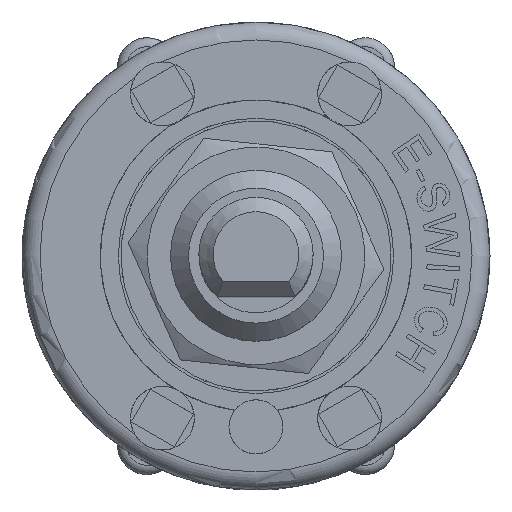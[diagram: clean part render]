
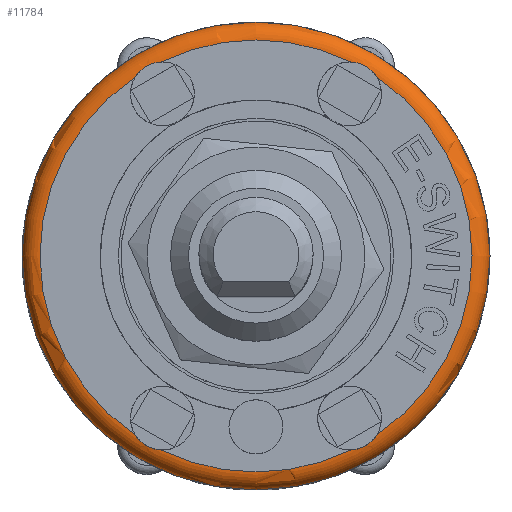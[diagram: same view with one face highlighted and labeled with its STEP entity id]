
A CAD part, top view. The second image highlights one B-rep face of the part: STEP entity #11784.
In plain terms, the highlighted toroidal (fillet/blend) face has major radius 12 mm and minor radius 1 mm.
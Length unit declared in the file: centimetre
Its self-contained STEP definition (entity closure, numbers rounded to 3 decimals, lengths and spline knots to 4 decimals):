
#320=B_SPLINE_CURVE_WITH_KNOTS('',3,(#16235,#16236,#16237,#16238,#16239,
#16240,#16241,#16242,#16243,#16244,#16245,#16246),.UNSPECIFIED.,.F.,.F.,
(4,2,2,2,2,4),(-0.2692,-0.2446,-0.216,
-0.1921,-0.1645,-0.1357),.UNSPECIFIED.);
#321=B_SPLINE_CURVE_WITH_KNOTS('',3,(#16247,#16248,#16249,#16250,#16251,
#16252,#16253,#16254,#16255,#16256,#16257,#16258),.UNSPECIFIED.,.F.,.F.,
(4,2,2,2,2,4),(-0.2692,-0.2446,-0.216,
-0.1921,-0.1645,-0.1357),.UNSPECIFIED.);
#322=B_SPLINE_CURVE_WITH_KNOTS('',3,(#16259,#16260,#16261,#16262,#16263,
#16264,#16265,#16266,#16267,#16268,#16269,#16270),.UNSPECIFIED.,.F.,.F.,
(4,2,2,2,2,4),(-0.2692,-0.2446,-0.216,
-0.1921,-0.1645,-0.1357),.UNSPECIFIED.);
#323=B_SPLINE_CURVE_WITH_KNOTS('',3,(#16271,#16272,#16273,#16274,#16275,
#16276,#16277,#16278,#16279,#16280,#16281,#16282),.UNSPECIFIED.,.F.,.F.,
(4,2,2,2,2,4),(-0.2692,-0.2446,-0.216,
-0.1921,-0.1645,-0.1357),.UNSPECIFIED.);
#647=TOROIDAL_SURFACE('',#12511,1.2,0.1);
#740=FACE_OUTER_BOUND('',#1410,.T.);
#1410=EDGE_LOOP('',(#8072,#8073,#8074,#8075,#8076,#8077,#8078,#8079,#8080,
#8081,#8082,#8083));
#4717=CIRCLE('',#12494,1.2);
#4719=CIRCLE('',#12497,1.2);
#4723=CIRCLE('',#12502,1.2);
#4727=CIRCLE('',#12507,1.2);
#4728=CIRCLE('',#12508,1.2);
#4731=CIRCLE('',#12512,1.3);
#4732=CIRCLE('',#12513,0.1);
#4945=VERTEX_POINT('',#15941);
#4947=VERTEX_POINT('',#15945);
#4948=VERTEX_POINT('',#15949);
#4949=VERTEX_POINT('',#15951);
#4951=VERTEX_POINT('',#15957);
#4952=VERTEX_POINT('',#15959);
#4954=VERTEX_POINT('',#15965);
#4955=VERTEX_POINT('',#15967);
#4956=VERTEX_POINT('',#15969);
#5043=VERTEX_POINT('',#16232);
#6128=EDGE_CURVE('',#4945,#4947,#4717,.T.);
#6130=EDGE_CURVE('',#4949,#4948,#4719,.T.);
#6134=EDGE_CURVE('',#4952,#4951,#4723,.T.);
#6138=EDGE_CURVE('',#4955,#4954,#4727,.T.);
#6139=EDGE_CURVE('',#4956,#4955,#4728,.T.);
#6227=EDGE_CURVE('',#5043,#5043,#4731,.T.);
#6228=EDGE_CURVE('',#5043,#4955,#4732,.T.);
#6229=EDGE_CURVE('',#4954,#4952,#320,.T.);
#6230=EDGE_CURVE('',#4951,#4949,#321,.T.);
#6231=EDGE_CURVE('',#4948,#4945,#322,.T.);
#6232=EDGE_CURVE('',#4947,#4956,#323,.T.);
#8072=ORIENTED_EDGE('',*,*,#6227,.T.);
#8073=ORIENTED_EDGE('',*,*,#6228,.T.);
#8074=ORIENTED_EDGE('',*,*,#6138,.T.);
#8075=ORIENTED_EDGE('',*,*,#6229,.T.);
#8076=ORIENTED_EDGE('',*,*,#6134,.T.);
#8077=ORIENTED_EDGE('',*,*,#6230,.T.);
#8078=ORIENTED_EDGE('',*,*,#6130,.T.);
#8079=ORIENTED_EDGE('',*,*,#6231,.T.);
#8080=ORIENTED_EDGE('',*,*,#6128,.T.);
#8081=ORIENTED_EDGE('',*,*,#6232,.T.);
#8082=ORIENTED_EDGE('',*,*,#6139,.T.);
#8083=ORIENTED_EDGE('',*,*,#6228,.F.);
#11784=ADVANCED_FACE('',(#740),#647,.T.);
#12494=AXIS2_PLACEMENT_3D('',#15947,#13332,#13333);
#12497=AXIS2_PLACEMENT_3D('',#15952,#13338,#13339);
#12502=AXIS2_PLACEMENT_3D('',#15960,#13348,#13349);
#12507=AXIS2_PLACEMENT_3D('',#15968,#13358,#13359);
#12508=AXIS2_PLACEMENT_3D('',#15970,#13360,#13361);
#12511=AXIS2_PLACEMENT_3D('',#16231,#13423,#13424);
#12512=AXIS2_PLACEMENT_3D('',#16233,#13425,#13426);
#12513=AXIS2_PLACEMENT_3D('',#16234,#13427,#13428);
#13332=DIRECTION('center_axis',(0.,0.,-1.));
#13333=DIRECTION('ref_axis',(-1.,0.,0.));
#13338=DIRECTION('center_axis',(0.,0.,-1.));
#13339=DIRECTION('ref_axis',(-1.,0.,0.));
#13348=DIRECTION('center_axis',(0.,0.,-1.));
#13349=DIRECTION('ref_axis',(-1.,0.,0.));
#13358=DIRECTION('center_axis',(0.,0.,-1.));
#13359=DIRECTION('ref_axis',(-1.,0.,0.));
#13360=DIRECTION('center_axis',(0.,0.,-1.));
#13361=DIRECTION('ref_axis',(-1.,0.,0.));
#13423=DIRECTION('center_axis',(0.,0.,-1.));
#13424=DIRECTION('ref_axis',(-1.,0.,0.));
#13425=DIRECTION('center_axis',(0.,0.,1.));
#13426=DIRECTION('ref_axis',(-1.,0.,0.));
#13427=DIRECTION('center_axis',(0.,-1.,0.));
#13428=DIRECTION('ref_axis',(1.,0.,0.));
#15941=CARTESIAN_POINT('',(-0.5271,1.078,1.05));
#15945=CARTESIAN_POINT('',(0.5271,1.078,1.05));
#15947=CARTESIAN_POINT('Origin',(0.,0.,1.05));
#15949=CARTESIAN_POINT('',(-0.67,0.9955,1.05));
#15951=CARTESIAN_POINT('',(-0.67,-0.9955,1.05));
#15952=CARTESIAN_POINT('Origin',(0.,0.,1.05));
#15957=CARTESIAN_POINT('',(-0.5271,-1.078,1.05));
#15959=CARTESIAN_POINT('',(0.5271,-1.078,1.05));
#15960=CARTESIAN_POINT('Origin',(0.,0.,1.05));
#15965=CARTESIAN_POINT('',(0.67,-0.9955,1.05));
#15967=CARTESIAN_POINT('',(1.2,0.,1.05));
#15968=CARTESIAN_POINT('Origin',(0.,0.,1.05));
#15969=CARTESIAN_POINT('',(0.67,0.9955,1.05));
#15970=CARTESIAN_POINT('Origin',(0.,0.,1.05));
#16231=CARTESIAN_POINT('Origin',(0.,0.,0.95));
#16232=CARTESIAN_POINT('',(1.3,0.,0.95));
#16233=CARTESIAN_POINT('Origin',(0.,0.,0.95));
#16234=CARTESIAN_POINT('Origin',(1.2,0.,0.95));
#16235=CARTESIAN_POINT('Ctrl Pts',(0.67,-0.9955,
1.05));
#16236=CARTESIAN_POINT('Ctrl Pts',(0.6646,-1.0041,
1.05));
#16237=CARTESIAN_POINT('Ctrl Pts',(0.6583,-1.0124,
1.0498));
#16238=CARTESIAN_POINT('Ctrl Pts',(0.6428,-1.0294,
1.0491));
#16239=CARTESIAN_POINT('Ctrl Pts',(0.6335,-1.0377,
1.0488));
#16240=CARTESIAN_POINT('Ctrl Pts',(0.615,-1.051,
1.0484));
#16241=CARTESIAN_POINT('Ctrl Pts',(0.6061,-1.0563,
1.0484));
#16242=CARTESIAN_POINT('Ctrl Pts',(0.5859,-1.0659,1.0487));
#16243=CARTESIAN_POINT('Ctrl Pts',(0.5747,-1.07,1.049));
#16244=CARTESIAN_POINT('Ctrl Pts',(0.551,-1.0759,
1.0497));
#16245=CARTESIAN_POINT('Ctrl Pts',(0.539,-1.0775,
1.05));
#16246=CARTESIAN_POINT('Ctrl Pts',(0.5271,-1.078,
1.05));
#16247=CARTESIAN_POINT('Ctrl Pts',(-0.5271,-1.078,
1.05));
#16248=CARTESIAN_POINT('Ctrl Pts',(-0.5373,-1.0776,
1.05));
#16249=CARTESIAN_POINT('Ctrl Pts',(-0.5476,-1.0763,
1.0498));
#16250=CARTESIAN_POINT('Ctrl Pts',(-0.5701,-1.0714,1.0491));
#16251=CARTESIAN_POINT('Ctrl Pts',(-0.5819,-1.0675,
1.0488));
#16252=CARTESIAN_POINT('Ctrl Pts',(-0.6027,-1.0581,
1.0484));
#16253=CARTESIAN_POINT('Ctrl Pts',(-0.6117,-1.053,
1.0484));
#16254=CARTESIAN_POINT('Ctrl Pts',(-0.6301,-1.0404,
1.0487));
#16255=CARTESIAN_POINT('Ctrl Pts',(-0.6393,-1.0327,
1.049));
#16256=CARTESIAN_POINT('Ctrl Pts',(-0.6562,-1.0151,
1.0497));
#16257=CARTESIAN_POINT('Ctrl Pts',(-0.6637,-1.0055,
1.05));
#16258=CARTESIAN_POINT('Ctrl Pts',(-0.67,-0.9955,
1.05));
#16259=CARTESIAN_POINT('Ctrl Pts',(-0.67,0.9955,
1.05));
#16260=CARTESIAN_POINT('Ctrl Pts',(-0.6646,1.0041,
1.05));
#16261=CARTESIAN_POINT('Ctrl Pts',(-0.6583,1.0124,
1.0498));
#16262=CARTESIAN_POINT('Ctrl Pts',(-0.6428,1.0294,
1.0491));
#16263=CARTESIAN_POINT('Ctrl Pts',(-0.6335,1.0377,
1.0488));
#16264=CARTESIAN_POINT('Ctrl Pts',(-0.615,1.051,1.0484));
#16265=CARTESIAN_POINT('Ctrl Pts',(-0.6061,1.0563,
1.0484));
#16266=CARTESIAN_POINT('Ctrl Pts',(-0.5859,1.0659,1.0487));
#16267=CARTESIAN_POINT('Ctrl Pts',(-0.5747,1.07,1.049));
#16268=CARTESIAN_POINT('Ctrl Pts',(-0.551,1.0759,1.0497));
#16269=CARTESIAN_POINT('Ctrl Pts',(-0.539,1.0775,
1.05));
#16270=CARTESIAN_POINT('Ctrl Pts',(-0.5271,1.078,
1.05));
#16271=CARTESIAN_POINT('Ctrl Pts',(0.5271,1.078,1.05));
#16272=CARTESIAN_POINT('Ctrl Pts',(0.5373,1.0776,1.05));
#16273=CARTESIAN_POINT('Ctrl Pts',(0.5476,1.0763,1.0498));
#16274=CARTESIAN_POINT('Ctrl Pts',(0.5701,1.0714,1.0491));
#16275=CARTESIAN_POINT('Ctrl Pts',(0.5819,1.0675,1.0488));
#16276=CARTESIAN_POINT('Ctrl Pts',(0.6027,1.0581,1.0484));
#16277=CARTESIAN_POINT('Ctrl Pts',(0.6117,1.053,1.0484));
#16278=CARTESIAN_POINT('Ctrl Pts',(0.6301,1.0404,1.0487));
#16279=CARTESIAN_POINT('Ctrl Pts',(0.6393,1.0327,1.049));
#16280=CARTESIAN_POINT('Ctrl Pts',(0.6562,1.0151,1.0497));
#16281=CARTESIAN_POINT('Ctrl Pts',(0.6637,1.0055,1.05));
#16282=CARTESIAN_POINT('Ctrl Pts',(0.67,0.9955,
1.05));
